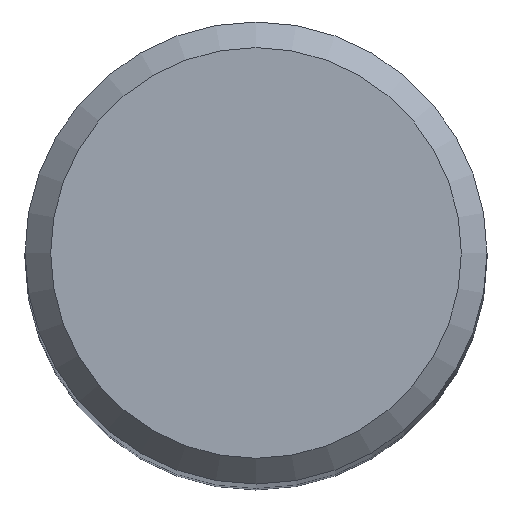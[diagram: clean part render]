
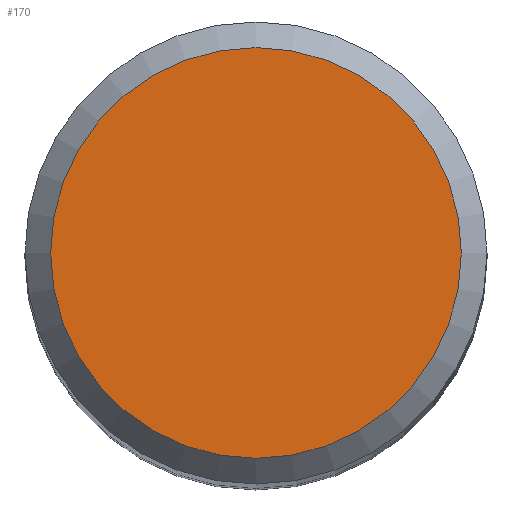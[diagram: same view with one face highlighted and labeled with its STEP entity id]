
A CAD part, top view. The second image highlights one B-rep face of the part: STEP entity #170.
In plain terms, the highlighted planar face has unit normal (0, 0, 1).
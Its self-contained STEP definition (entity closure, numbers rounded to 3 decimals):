
#10 = CARTESIAN_POINT ( 'NONE',  ( 0., 4., 67. ) ) ;
#34 = EDGE_CURVE ( 'NONE', #161, #161, #116, .T. ) ;
#39 = AXIS2_PLACEMENT_3D ( 'NONE', #91, #107, #120 ) ;
#40 = CARTESIAN_POINT ( 'NONE',  ( 0., 0., 67. ) ) ;
#43 = PLANE ( 'NONE',  #123 ) ;
#69 = ORIENTED_EDGE ( 'NONE', *, *, #34, .F. ) ;
#89 = FACE_OUTER_BOUND ( 'NONE', #171, .T. ) ;
#91 = CARTESIAN_POINT ( 'NONE',  ( 0., 0., 67. ) ) ;
#107 = DIRECTION ( 'NONE',  ( 0., 0., -1. ) ) ;
#116 = CIRCLE ( 'NONE', #39, 4. ) ;
#120 = DIRECTION ( 'NONE',  ( 0., 1., 0. ) ) ;
#123 = AXIS2_PLACEMENT_3D ( 'NONE', #40, #133, #127 ) ;
#127 = DIRECTION ( 'NONE',  ( 0., 1., 0. ) ) ;
#133 = DIRECTION ( 'NONE',  ( 0., 0., -1. ) ) ;
#161 = VERTEX_POINT ( 'NONE', #10 ) ;
#170 = ADVANCED_FACE ( 'NONE', ( #89 ), #43, .F. ) ;
#171 = EDGE_LOOP ( 'NONE', ( #69 ) ) ;
